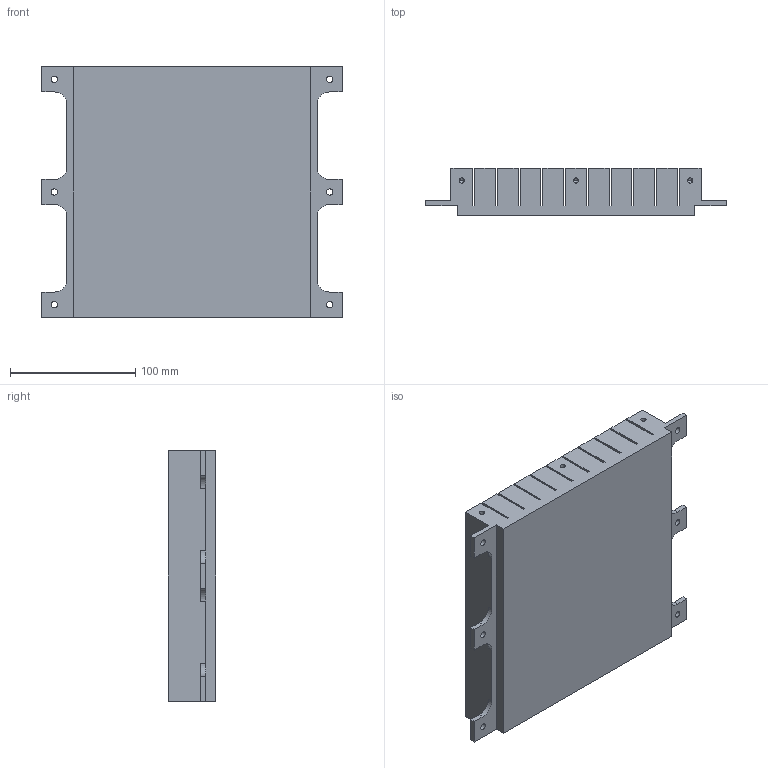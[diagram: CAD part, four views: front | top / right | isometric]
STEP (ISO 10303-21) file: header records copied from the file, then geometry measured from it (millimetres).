
FILE_DESCRIPTION(('CATIA V5 STEP Exchange','CAx-IF Rec.Pracs.--- Model Styling and Organization---1.4--- 2014-01-23','CAx-IF Rec.Pracs.---3D Tessellated Data Validation Properties---0.5---2014-09-14'),'2;1');
FILE_NAME('Plateau.stp','2023-01-01T16:10:13+00:00',('none'),('none'),'CATIA Version 5-6 Release 2018 SP6','CATIA V5 STEP AP242','none');
FILE_SCHEMA(('AP242_MANAGED_MODEL_BASED_3D_ENGINEERING_MIM_LF {1 0 10303 442 1 1 4}'));
Length unit declared in the file: millimetre
Products named in the file (1): Plateau
Bounding box: 240 x 38 x 200 mm (x, y, z)
Volume: 1422878.5 mm3; surface area: 236315 mm2
Topology: 1 solids, 1 shells, 114 faces, 324 edges, 206 vertices
Faces by surface type: plane 70, cylinder 32, cone 12
Entity records: 3325 total; most frequent: ORIENTED_EDGE 624, CARTESIAN_POINT 582, DIRECTION 438, EDGE_CURVE 312, VECTOR 248, LINE 248, VERTEX_POINT 206, EDGE_LOOP 132
